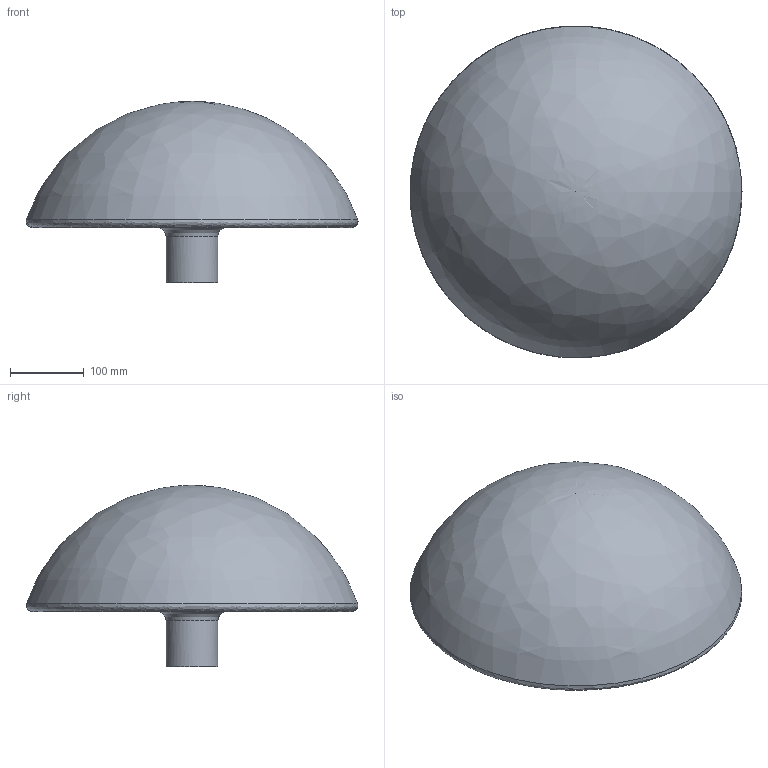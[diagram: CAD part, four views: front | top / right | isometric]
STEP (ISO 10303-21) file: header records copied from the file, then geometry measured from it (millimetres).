
FILE_DESCRIPTION(/* description */ (''),/* implementation_level */ '2;1');
FILE_NAME(/* name */ 'HALB~QNO',/* time_stamp */ '2019-07-02T02:06:37+02:00',/* author */ (''),/* organization */ (''),/* preprocessor_version */ 'ST-DEVELOPER v16.5',/* originating_system */ '',/* authorisation */ '');
FILE_SCHEMA (('AUTOMOTIVE_DESIGN'));
Length unit declared in the file: millimetre
Products named in the file (1): Document
Bounding box: 449.07 x 448.87 x 245 mm (x, y, z)
Volume: 16727963.6 mm3; surface area: 422988.4 mm2
Topology: 1 solids, 1 shells, 6 faces, 10 edges, 6 vertices
Faces by surface type: bspline 4, plane 2
Entity records: 268 total; most frequent: CARTESIAN_POINT 183, ORIENTED_EDGE 18, EDGE_CURVE 9, EDGE_LOOP 7, ADVANCED_FACE 6, FACE_OUTER_BOUND 6, VERTEX_POINT 6, DIRECTION 6
